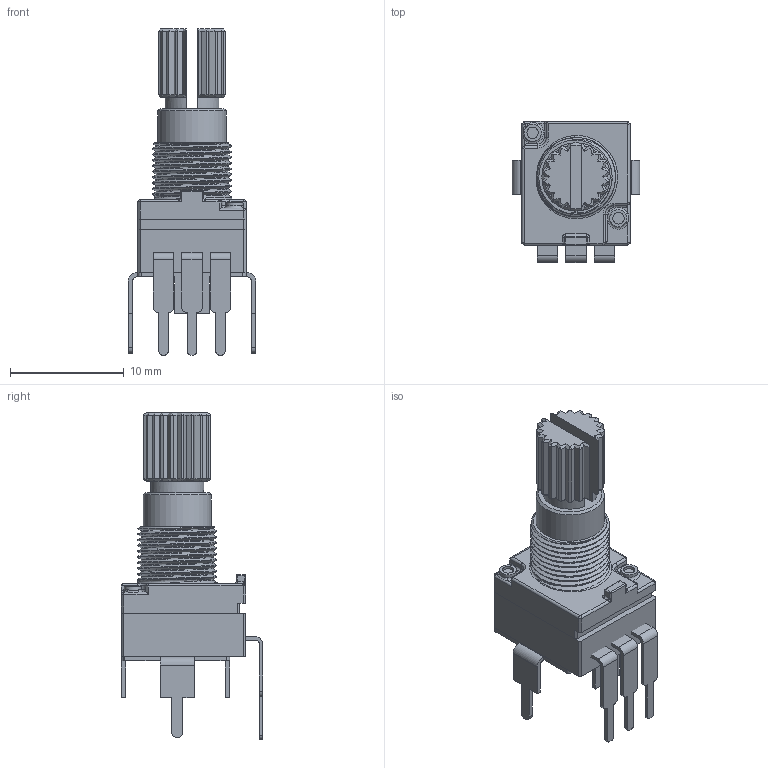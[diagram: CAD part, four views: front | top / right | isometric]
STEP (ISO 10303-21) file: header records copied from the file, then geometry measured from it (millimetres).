
FILE_DESCRIPTION(/* description */ (''),/* implementation_level */ '2;1');
FILE_NAME(/* name */ 'RK097N.step',/* time_stamp */ '2018-11-07T21:10:47+08:00',/* author */ (''),/* organization */ (''),/* preprocessor_version */ 'ST-DEVELOPER v17.2',/* originating_system */ 'Autodesk Translation Framework v7.6.0.251',/* authorisation */ '');
FILE_SCHEMA (('AUTOMOTIVE_DESIGN { 1 0 10303 214 3 1 1 }'));
Length unit declared in the file: millimetre
Products named in the file (7): RK097N; Potentiometer; Body; Casing; Pins; Pin; Fixture
Assembly tree (8 placements, depth 4):
  RK097N
    Potentiometer
      Body
      Casing
      Pins
        Pin  x3
      Fixture
Bounding box: 11.2 x 12.4 x 28.65 mm (x, y, z)
Volume: 1116.1 mm3; surface area: 1615.6 mm2
Topology: 7 solids, 7 shells, 430 faces, 1077 edges, 664 vertices
Faces by surface type: plane 250, cylinder 117, cone 37, torus 13, bspline 9, sphere 4
Full cylindrical faces by diameter (mm): 1 x2, 1.5 x2, 6 x1, 6.351 x10, 6.927 x9
Entity records: 13466 total; most frequent: CARTESIAN_POINT 4041, ORIENTED_EDGE 1958, DIRECTION 1903, EDGE_CURVE 979, AXIS2_PLACEMENT_3D 666, VERTEX_POINT 600, LINE 571, VECTOR 571
